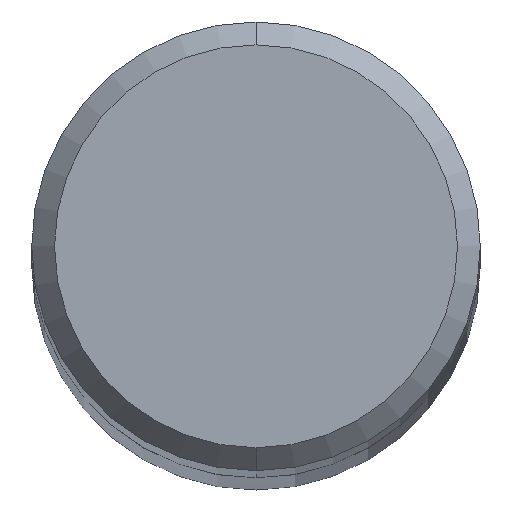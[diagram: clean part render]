
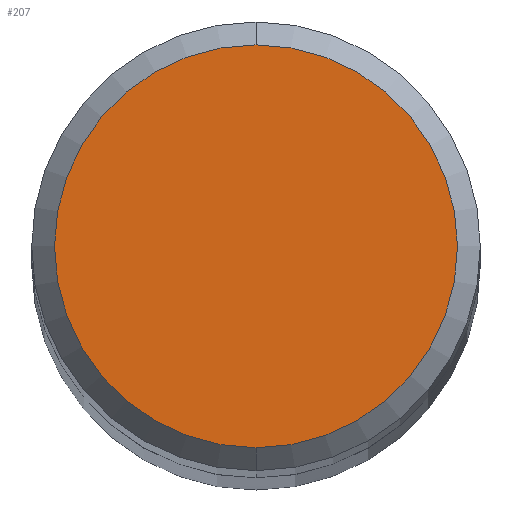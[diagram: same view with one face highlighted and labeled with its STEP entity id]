
A CAD part, top view. The second image highlights one B-rep face of the part: STEP entity #207.
In plain terms, the highlighted planar face has unit normal (0, 0, 1).
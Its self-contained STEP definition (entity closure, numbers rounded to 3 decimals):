
#173=VERTEX_POINT('',#450);
#207=ADVANCED_FACE('',(#485),#486,.T.);
#243=VERTEX_POINT('',#524);
#259=EDGE_CURVE('',#173,#243,#543,.T.);
#267=EDGE_CURVE('',#243,#173,#551,.T.);
#450=CARTESIAN_POINT('',(0.0,4.4,0.0));
#485=FACE_OUTER_BOUND('',#823,.T.);
#486=PLANE('',#824);
#524=CARTESIAN_POINT('',(0.,-4.4,0.0));
#543=CIRCLE('',#920,4.4);
#551=CIRCLE('',#967,4.4);
#823=EDGE_LOOP('',(#1398,#1399));
#824=AXIS2_PLACEMENT_3D('',#1400,#1401,#1402);
#920=AXIS2_PLACEMENT_3D('',#1466,#1467,#1468);
#967=AXIS2_PLACEMENT_3D('',#1472,#1473,#1474);
#1398=ORIENTED_EDGE('',*,*,#259,.F.);
#1399=ORIENTED_EDGE('',*,*,#267,.F.);
#1400=CARTESIAN_POINT('',(0.0,2.2,0.0));
#1401=DIRECTION('',(-0.0,0.0,1.0));
#1402=DIRECTION('',(0.0,-1.0,0.0));
#1466=CARTESIAN_POINT('',(0.0,0.0,0.0));
#1467=DIRECTION('',(0.0,0.0,-1.0));
#1468=DIRECTION('',(0.0,1.0,0.0));
#1472=CARTESIAN_POINT('',(0.0,0.0,0.0));
#1473=DIRECTION('',(0.0,0.0,-1.0));
#1474=DIRECTION('',(0.0,1.0,0.0));
